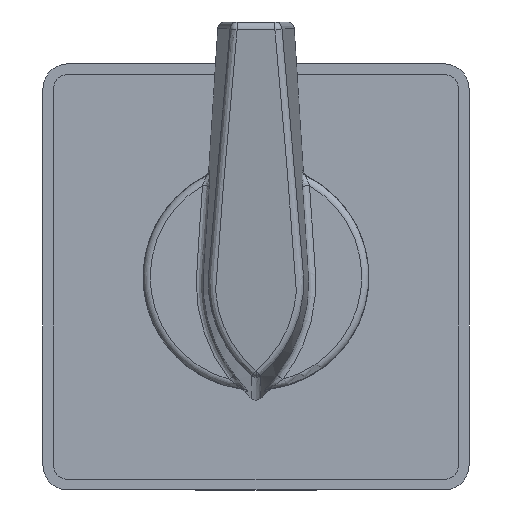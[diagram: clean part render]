
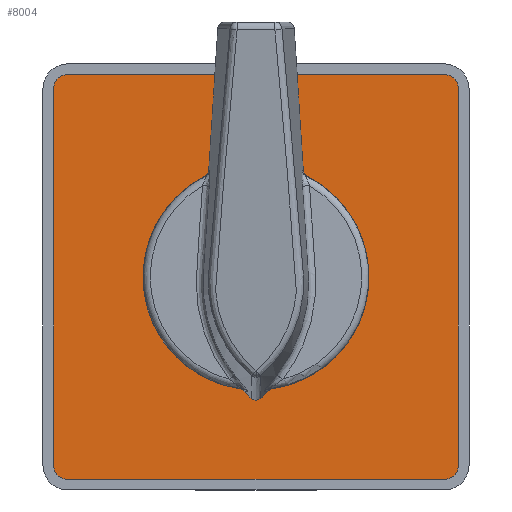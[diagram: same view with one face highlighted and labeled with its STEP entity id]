
A CAD part, front view. The second image highlights one B-rep face of the part: STEP entity #8004.
In plain terms, the highlighted face is planar.
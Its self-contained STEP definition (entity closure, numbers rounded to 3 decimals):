
#212 = VERTEX_POINT ( 'NONE', #10296 ) ;
#473 = LINE ( 'NONE', #8456, #5542 ) ;
#504 = DIRECTION ( 'NONE',  ( 0., 0., 1. ) ) ;
#658 = CARTESIAN_POINT ( 'NONE',  ( 13.25, 14.25, 0. ) ) ;
#773 = CARTESIAN_POINT ( 'NONE',  ( 13.25, -13.25, 0. ) ) ;
#1043 = CARTESIAN_POINT ( 'NONE',  ( -7., 0., 0. ) ) ;
#1057 = DIRECTION ( 'NONE',  ( 1., 0., 0. ) ) ;
#1356 = EDGE_CURVE ( 'NONE', #11759, #3289, #5802, .T. ) ;
#1509 = VERTEX_POINT ( 'NONE', #4101 ) ;
#1547 = DIRECTION ( 'NONE',  ( -1., 0., 0. ) ) ;
#1623 = VERTEX_POINT ( 'NONE', #2307 ) ;
#1683 = ORIENTED_EDGE ( 'NONE', *, *, #5811, .F. ) ;
#1790 = CARTESIAN_POINT ( 'NONE',  ( 13.25, -14.25, 0. ) ) ;
#1922 = CIRCLE ( 'NONE', #3554, 7. ) ;
#1990 = CARTESIAN_POINT ( 'NONE',  ( -13.25, 13.25, 0. ) ) ;
#2035 = ORIENTED_EDGE ( 'NONE', *, *, #6844, .F. ) ;
#2041 = VERTEX_POINT ( 'NONE', #4768 ) ;
#2081 = ORIENTED_EDGE ( 'NONE', *, *, #11707, .F. ) ;
#2191 = VERTEX_POINT ( 'NONE', #8646 ) ;
#2307 = CARTESIAN_POINT ( 'NONE',  ( 13.25, 14.25, 0. ) ) ;
#2553 = EDGE_CURVE ( 'NONE', #2191, #11759, #11742, .T. ) ;
#2672 = VECTOR ( 'NONE', #8519, 1000. ) ;
#2828 = DIRECTION ( 'NONE',  ( 1., 0., 0. ) ) ;
#2874 = VECTOR ( 'NONE', #5797, 1000. ) ;
#2902 = AXIS2_PLACEMENT_3D ( 'NONE', #10841, #5946, #1057 ) ;
#2942 = DIRECTION ( 'NONE',  ( 0., 0., 1. ) ) ;
#3036 = EDGE_CURVE ( 'NONE', #212, #4723, #1922, .T. ) ;
#3042 = ORIENTED_EDGE ( 'NONE', *, *, #6832, .T. ) ;
#3128 = CARTESIAN_POINT ( 'NONE',  ( 0., 0., 0. ) ) ;
#3212 = ORIENTED_EDGE ( 'NONE', *, *, #5102, .F. ) ;
#3289 = VERTEX_POINT ( 'NONE', #3559 ) ;
#3533 = VERTEX_POINT ( 'NONE', #3939 ) ;
#3554 = AXIS2_PLACEMENT_3D ( 'NONE', #3128, #2942, #10864 ) ;
#3559 = CARTESIAN_POINT ( 'NONE',  ( 14.25, -13.25, 0. ) ) ;
#3710 = DIRECTION ( 'NONE',  ( 0., 0., 1. ) ) ;
#3744 = ORIENTED_EDGE ( 'NONE', *, *, #3036, .T. ) ;
#3748 = AXIS2_PLACEMENT_3D ( 'NONE', #1990, #5927, #9858 ) ;
#3899 = CARTESIAN_POINT ( 'NONE',  ( 14.25, 13.25, 0. ) ) ;
#3939 = CARTESIAN_POINT ( 'NONE',  ( -14.25, 13.25, 0. ) ) ;
#3977 = PLANE ( 'NONE',  #8710 ) ;
#4101 = CARTESIAN_POINT ( 'NONE',  ( 14.25, 13.25, 0. ) ) ;
#4622 = CARTESIAN_POINT ( 'NONE',  ( -13.25, 14.25, 0. ) ) ;
#4723 = VERTEX_POINT ( 'NONE', #1043 ) ;
#4768 = CARTESIAN_POINT ( 'NONE',  ( -14.25, -13.25, 0. ) ) ;
#4890 = FACE_OUTER_BOUND ( 'NONE', #12167, .T. ) ;
#5102 = EDGE_CURVE ( 'NONE', #2041, #2191, #8824, .T. ) ;
#5359 = EDGE_CURVE ( 'NONE', #3533, #2041, #473, .T. ) ;
#5422 = DIRECTION ( 'NONE',  ( 0., 0., 1. ) ) ;
#5542 = VECTOR ( 'NONE', #6451, 1000. ) ;
#5554 = LINE ( 'NONE', #658, #2672 ) ;
#5776 = ORIENTED_EDGE ( 'NONE', *, *, #1356, .F. ) ;
#5797 = DIRECTION ( 'NONE',  ( 0., 1., 0. ) ) ;
#5802 = CIRCLE ( 'NONE', #7441, 1. ) ;
#5811 = EDGE_CURVE ( 'NONE', #3289, #1509, #8302, .T. ) ;
#5927 = DIRECTION ( 'NONE',  ( 0., 0., 1. ) ) ;
#5946 = DIRECTION ( 'NONE',  ( 0., 0., 1. ) ) ;
#6187 = CIRCLE ( 'NONE', #12189, 1. ) ;
#6223 = DIRECTION ( 'NONE',  ( -1., 0., 0. ) ) ;
#6451 = DIRECTION ( 'NONE',  ( 0., -1., 0. ) ) ;
#6820 = DIRECTION ( 'NONE',  ( -1., 0., 0. ) ) ;
#6832 = EDGE_CURVE ( 'NONE', #4723, #212, #8065, .T. ) ;
#6844 = EDGE_CURVE ( 'NONE', #1509, #1623, #6187, .T. ) ;
#6918 = VERTEX_POINT ( 'NONE', #4622 ) ;
#7084 = VECTOR ( 'NONE', #2828, 1000. ) ;
#7193 = CARTESIAN_POINT ( 'NONE',  ( -13.25, -13.25, 0. ) ) ;
#7441 = AXIS2_PLACEMENT_3D ( 'NONE', #773, #3710, #6820 ) ;
#7804 = CARTESIAN_POINT ( 'NONE',  ( 13.25, -14.25, 0. ) ) ;
#7936 = DIRECTION ( 'NONE',  ( -1., 0., 0. ) ) ;
#8004 = ADVANCED_FACE ( 'NONE', ( #4890, #11809 ), #3977, .T. ) ;
#8062 = EDGE_CURVE ( 'NONE', #6918, #3533, #11810, .T. ) ;
#8064 = ORIENTED_EDGE ( 'NONE', *, *, #8062, .F. ) ;
#8065 = CIRCLE ( 'NONE', #2902, 7. ) ;
#8302 = LINE ( 'NONE', #3899, #2874 ) ;
#8409 = AXIS2_PLACEMENT_3D ( 'NONE', #7193, #504, #6223 ) ;
#8456 = CARTESIAN_POINT ( 'NONE',  ( -14.25, 13.25, 0. ) ) ;
#8519 = DIRECTION ( 'NONE',  ( -1., 0., 0. ) ) ;
#8646 = CARTESIAN_POINT ( 'NONE',  ( -13.25, -14.25, 0. ) ) ;
#8710 = AXIS2_PLACEMENT_3D ( 'NONE', #10761, #11746, #7936 ) ;
#8824 = CIRCLE ( 'NONE', #8409, 1. ) ;
#9858 = DIRECTION ( 'NONE',  ( -1., 0., 0. ) ) ;
#10254 = CARTESIAN_POINT ( 'NONE',  ( 13.25, 13.25, 0. ) ) ;
#10296 = CARTESIAN_POINT ( 'NONE',  ( 7., 0., 0. ) ) ;
#10600 = EDGE_LOOP ( 'NONE', ( #3042, #3744 ) ) ;
#10761 = CARTESIAN_POINT ( 'NONE',  ( 13.25, 13.25, 0. ) ) ;
#10841 = CARTESIAN_POINT ( 'NONE',  ( 0., 0., 0. ) ) ;
#10864 = DIRECTION ( 'NONE',  ( 1., 0., 0. ) ) ;
#11707 = EDGE_CURVE ( 'NONE', #1623, #6918, #5554, .T. ) ;
#11742 = LINE ( 'NONE', #1790, #7084 ) ;
#11746 = DIRECTION ( 'NONE',  ( 0., 0., -1. ) ) ;
#11759 = VERTEX_POINT ( 'NONE', #7804 ) ;
#11771 = ORIENTED_EDGE ( 'NONE', *, *, #5359, .F. ) ;
#11809 = FACE_BOUND ( 'NONE', #10600, .T. ) ;
#11810 = CIRCLE ( 'NONE', #3748, 1. ) ;
#12167 = EDGE_LOOP ( 'NONE', ( #2035, #1683, #5776, #12519, #3212, #11771, #8064, #2081 ) ) ;
#12189 = AXIS2_PLACEMENT_3D ( 'NONE', #10254, #5422, #1547 ) ;
#12519 = ORIENTED_EDGE ( 'NONE', *, *, #2553, .F. ) ;
